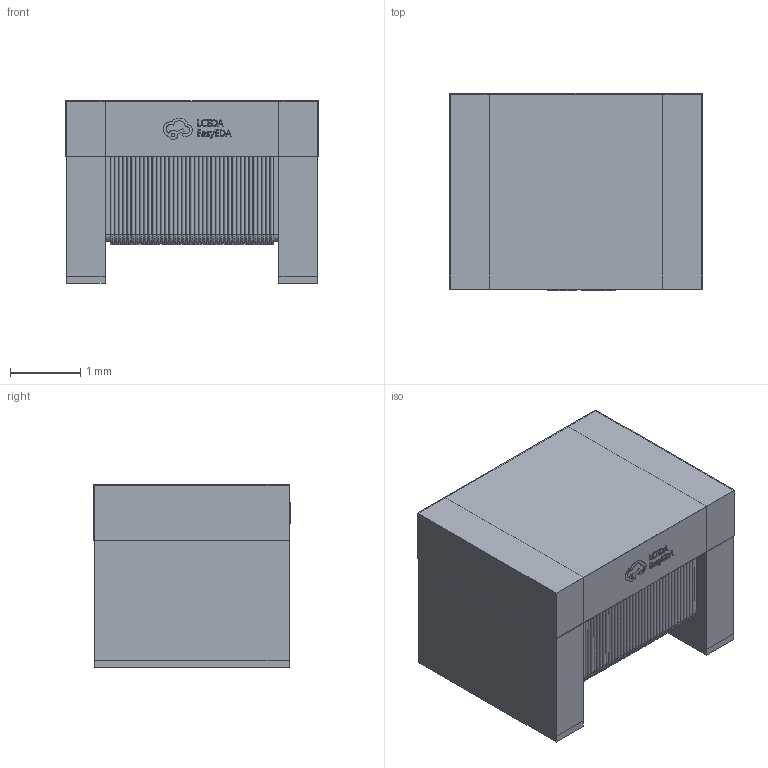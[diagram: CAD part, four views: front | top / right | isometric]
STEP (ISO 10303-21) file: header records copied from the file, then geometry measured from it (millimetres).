
FILE_DESCRIPTION (( 'STEP AP214' ), '1' );
FILE_NAME ('IND-SMD_L3.6-W2.8.step', '2022-07-09T00:08:33', ( '' ), ( '' ), 'SwSTEP 2.0', 'SolidWorks 2020', '' );
FILE_SCHEMA (( 'AUTOMOTIVE_DESIGN' ));
Length unit declared in the file: millimetre
Products named in the file (1): IND-SMD_L3.6-W2.8
Bounding box: 3.6 x 2.81 x 2.61 mm (x, y, z)
Surface area: 179.6 mm2
Topology: 43 solids, 43 shells, 966 faces, 2471 edges, 1542 vertices
Faces by surface type: cylinder 320, torus 312, plane 222, bspline 112
Entity records: 41961 total; most frequent: CARTESIAN_POINT 7084, DIRECTION 5217, ORIENTED_EDGE 4942, EDGE_CURVE 2471, AXIS2_PLACEMENT_3D 2119, VERTEX_POINT 1542, CIRCLE 1264, UNCERTAINTY_MEASURE_WITH_UNIT 1011
